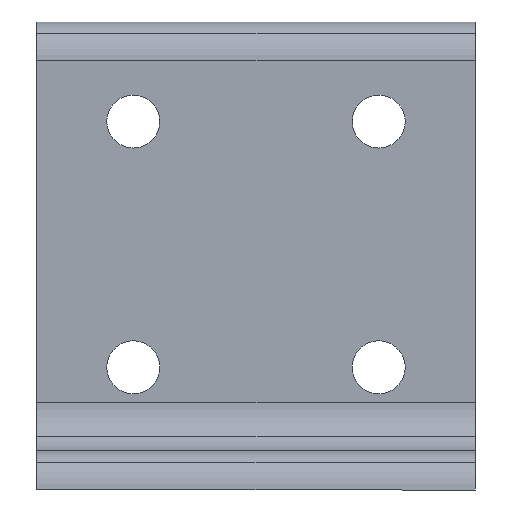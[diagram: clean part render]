
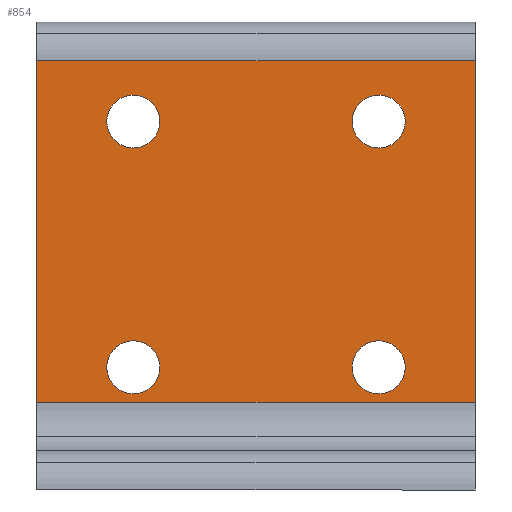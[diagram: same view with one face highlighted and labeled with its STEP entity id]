
A CAD part, front view. The second image highlights one B-rep face of the part: STEP entity #854.
In plain terms, the highlighted planar face has unit normal (0, -1, 0).
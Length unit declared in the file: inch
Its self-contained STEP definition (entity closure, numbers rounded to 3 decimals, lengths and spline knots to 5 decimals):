
#187=CARTESIAN_POINT('',(-1.405,-0.25,2.75));
#188=VERTEX_POINT('',#187);
#196=CARTESIAN_POINT('',(1.405,-0.25,2.75));
#197=VERTEX_POINT('',#196);
#198=CARTESIAN_POINT('',(-1.405,-0.25,2.75));
#199=DIRECTION('',(1.0,0.0,0.0));
#200=VECTOR('',#199,2.81);
#201=LINE('',#198,#200);
#202=EDGE_CURVE('',#188,#197,#201,.T.);
#345=CARTESIAN_POINT('',(0.957,-0.25,2.362));
#346=VERTEX_POINT('',#345);
#355=CARTESIAN_POINT('',(0.617,-0.25,2.362));
#356=VERTEX_POINT('',#355);
#357=CARTESIAN_POINT('',(0.787,-0.25,2.362));
#358=DIRECTION('',(0.0,1.0,0.0));
#359=DIRECTION('',(1.0,0.0,0.0));
#360=AXIS2_PLACEMENT_3D('',#357,#358,#359);
#361=CIRCLE('',#360,0.17);
#362=EDGE_CURVE('',#356,#346,#361,.T.);
#387=CARTESIAN_POINT('',(0.957,-0.25,0.787));
#388=VERTEX_POINT('',#387);
#397=CARTESIAN_POINT('',(0.617,-0.25,0.787));
#398=VERTEX_POINT('',#397);
#399=CARTESIAN_POINT('',(0.787,-0.25,0.787));
#400=DIRECTION('',(0.0,1.0,0.0));
#401=DIRECTION('',(1.0,0.0,0.0));
#402=AXIS2_PLACEMENT_3D('',#399,#400,#401);
#403=CIRCLE('',#402,0.17);
#404=EDGE_CURVE('',#398,#388,#403,.T.);
#429=CARTESIAN_POINT('',(-0.617,-0.25,0.787));
#430=VERTEX_POINT('',#429);
#439=CARTESIAN_POINT('',(-0.957,-0.25,0.787));
#440=VERTEX_POINT('',#439);
#441=CARTESIAN_POINT('',(-0.787,-0.25,0.787));
#442=DIRECTION('',(0.0,1.0,0.0));
#443=DIRECTION('',(1.0,0.0,0.0));
#444=AXIS2_PLACEMENT_3D('',#441,#442,#443);
#445=CIRCLE('',#444,0.17);
#446=EDGE_CURVE('',#440,#430,#445,.T.);
#471=CARTESIAN_POINT('',(-0.617,-0.25,2.362));
#472=VERTEX_POINT('',#471);
#481=CARTESIAN_POINT('',(-0.957,-0.25,2.362));
#482=VERTEX_POINT('',#481);
#483=CARTESIAN_POINT('',(-0.787,-0.25,2.362));
#484=DIRECTION('',(0.0,1.0,0.0));
#485=DIRECTION('',(1.0,0.0,0.0));
#486=AXIS2_PLACEMENT_3D('',#483,#484,#485);
#487=CIRCLE('',#486,0.17);
#488=EDGE_CURVE('',#482,#472,#487,.T.);
#654=CARTESIAN_POINT('',(-0.787,-0.25,2.362));
#655=DIRECTION('',(0.0,1.0,0.0));
#656=DIRECTION('',(1.0,0.0,0.0));
#657=AXIS2_PLACEMENT_3D('',#654,#655,#656);
#658=CIRCLE('',#657,0.17);
#659=EDGE_CURVE('',#472,#482,#658,.T.);
#678=CARTESIAN_POINT('',(-0.787,-0.25,0.787));
#679=DIRECTION('',(0.0,1.0,0.0));
#680=DIRECTION('',(1.0,0.0,0.0));
#681=AXIS2_PLACEMENT_3D('',#678,#679,#680);
#682=CIRCLE('',#681,0.17);
#683=EDGE_CURVE('',#430,#440,#682,.T.);
#702=CARTESIAN_POINT('',(0.787,-0.25,0.787));
#703=DIRECTION('',(0.0,1.0,0.0));
#704=DIRECTION('',(1.0,0.0,0.0));
#705=AXIS2_PLACEMENT_3D('',#702,#703,#704);
#706=CIRCLE('',#705,0.17);
#707=EDGE_CURVE('',#388,#398,#706,.T.);
#726=CARTESIAN_POINT('',(0.787,-0.25,2.362));
#727=DIRECTION('',(0.0,1.0,0.0));
#728=DIRECTION('',(1.0,0.0,0.0));
#729=AXIS2_PLACEMENT_3D('',#726,#727,#728);
#730=CIRCLE('',#729,0.17);
#731=EDGE_CURVE('',#346,#356,#730,.T.);
#790=CARTESIAN_POINT('',(1.405,-0.25,0.562));
#791=VERTEX_POINT('',#790);
#799=CARTESIAN_POINT('',(-1.405,-0.25,0.562));
#800=VERTEX_POINT('',#799);
#801=CARTESIAN_POINT('',(-1.405,-0.25,0.562));
#802=DIRECTION('',(1.0,0.0,0.0));
#803=VECTOR('',#802,2.81);
#804=LINE('',#801,#803);
#805=EDGE_CURVE('',#800,#791,#804,.T.);
#817=CARTESIAN_POINT('',(-1.405,-0.25,0.562));
#818=DIRECTION('',(0.0,-1.0,0.0));
#819=DIRECTION('',(0.0,0.0,-1.0));
#820=AXIS2_PLACEMENT_3D('',#817,#818,#819);
#821=PLANE('',#820);
#822=CARTESIAN_POINT('',(1.405,-0.25,0.562));
#823=DIRECTION('',(0.0,0.0,1.0));
#824=VECTOR('',#823,2.188);
#825=LINE('',#822,#824);
#826=EDGE_CURVE('',#791,#197,#825,.T.);
#827=ORIENTED_EDGE('',*,*,#826,.T.);
#828=ORIENTED_EDGE('',*,*,#202,.F.);
#829=CARTESIAN_POINT('',(-1.405,-0.25,0.562));
#830=DIRECTION('',(0.0,0.0,1.0));
#831=VECTOR('',#830,2.188);
#832=LINE('',#829,#831);
#833=EDGE_CURVE('',#800,#188,#832,.T.);
#834=ORIENTED_EDGE('',*,*,#833,.F.);
#835=ORIENTED_EDGE('',*,*,#805,.T.);
#836=EDGE_LOOP('',(#827,#828,#834,#835));
#837=FACE_OUTER_BOUND('',#836,.T.);
#838=ORIENTED_EDGE('',*,*,#659,.T.);
#839=ORIENTED_EDGE('',*,*,#488,.T.);
#840=EDGE_LOOP('',(#838,#839));
#841=FACE_BOUND('',#840,.T.);
#842=ORIENTED_EDGE('',*,*,#683,.T.);
#843=ORIENTED_EDGE('',*,*,#446,.T.);
#844=EDGE_LOOP('',(#842,#843));
#845=FACE_BOUND('',#844,.T.);
#846=ORIENTED_EDGE('',*,*,#707,.T.);
#847=ORIENTED_EDGE('',*,*,#404,.T.);
#848=EDGE_LOOP('',(#846,#847));
#849=FACE_BOUND('',#848,.T.);
#850=ORIENTED_EDGE('',*,*,#731,.T.);
#851=ORIENTED_EDGE('',*,*,#362,.T.);
#852=EDGE_LOOP('',(#850,#851));
#853=FACE_BOUND('',#852,.T.);
#854=ADVANCED_FACE('',(#837,#841,#845,#849,#853),#821,.T.);
